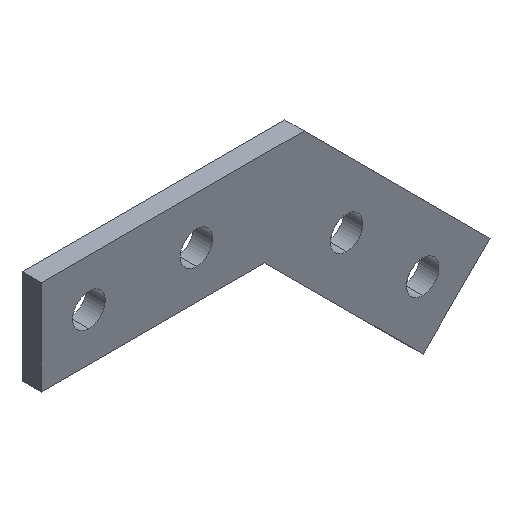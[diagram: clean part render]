
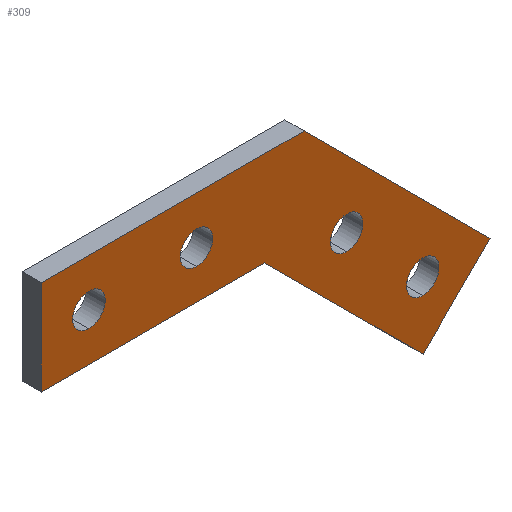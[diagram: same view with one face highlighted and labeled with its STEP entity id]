
A CAD part, isometric view. The second image highlights one B-rep face of the part: STEP entity #309.
In plain terms, the highlighted planar face has unit normal (0, -1, 0).
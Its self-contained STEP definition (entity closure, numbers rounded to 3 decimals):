
#8 = EDGE_CURVE ( 'NONE', #383, #595, #485, .T. ) ;
#30 = EDGE_CURVE ( 'NONE', #338, #342, #483, .T. ) ;
#41 = AXIS2_PLACEMENT_3D ( 'NONE', #229, #225, #213 ) ;
#43 = AXIS2_PLACEMENT_3D ( 'NONE', #223, #222, #221 ) ;
#44 = AXIS2_PLACEMENT_3D ( 'NONE', #228, #227, #226 ) ;
#45 = AXIS2_PLACEMENT_3D ( 'NONE', #232, #231, #230 ) ;
#51 = AXIS2_PLACEMENT_3D ( 'NONE', #194, #192, #188 ) ;
#53 = AXIS2_PLACEMENT_3D ( 'NONE', #247, #245, #242 ) ;
#56 = AXIS2_PLACEMENT_3D ( 'NONE', #274, #272, #269 ) ;
#57 = AXIS2_PLACEMENT_3D ( 'NONE', #289, #294, #285 ) ;
#58 = AXIS2_PLACEMENT_3D ( 'NONE', #302, #298, #262 ) ;
#59 = EDGE_CURVE ( 'NONE', #334, #343, #482, .T. ) ;
#64 = EDGE_CURVE ( 'NONE', #595, #383, #476, .T. ) ;
#68 = EDGE_CURVE ( 'NONE', #342, #338, #470, .T. ) ;
#72 = EDGE_CURVE ( 'NONE', #333, #339, #464, .T. ) ;
#76 = EDGE_CURVE ( 'NONE', #339, #335, #453, .T. ) ;
#79 = EDGE_CURVE ( 'NONE', #335, #325, #447, .T. ) ;
#82 = EDGE_CURVE ( 'NONE', #325, #327, #441, .T. ) ;
#85 = EDGE_CURVE ( 'NONE', #327, #341, #435, .T. ) ;
#88 = EDGE_CURVE ( 'NONE', #341, #333, #429, .T. ) ;
#94 = EDGE_CURVE ( 'NONE', #345, #326, #420, .T. ) ;
#95 = EDGE_CURVE ( 'NONE', #326, #345, #431, .T. ) ;
#96 = EDGE_CURVE ( 'NONE', #343, #334, #418, .T. ) ;
#123 = CARTESIAN_POINT ( 'NONE',  ( 17.111, 0., -6.51 ) ) ;
#125 = CARTESIAN_POINT ( 'NONE',  ( 17.111, 0., 0.29 ) ) ;
#130 = CARTESIAN_POINT ( 'NONE',  ( -36.799, 0., 13.3 ) ) ;
#132 = CARTESIAN_POINT ( 'NONE',  ( -14.299, 0., 13.3 ) ) ;
#133 = CARTESIAN_POINT ( 'NONE',  ( 33.021, 0., -22.42 ) ) ;
#134 = CARTESIAN_POINT ( 'NONE',  ( 0., 0., 0. ) ) ;
#136 = CARTESIAN_POINT ( 'NONE',  ( -46.799, 0., 19.8 ) ) ;
#137 = CARTESIAN_POINT ( 'NONE',  ( 33.021, 0., -15.62 ) ) ;
#140 = CARTESIAN_POINT ( 'NONE',  ( 8.201, 0., 19.8 ) ) ;
#141 = CARTESIAN_POINT ( 'NONE',  ( -14.299, 0., 6.5 ) ) ;
#142 = CARTESIAN_POINT ( 'NONE',  ( -46.799, 0., 0. ) ) ;
#146 = CARTESIAN_POINT ( 'NONE',  ( 33.092, 0., -33.092 ) ) ;
#147 = CARTESIAN_POINT ( 'NONE',  ( -36.799, 0., 6.5 ) ) ;
#148 = CARTESIAN_POINT ( 'NONE',  ( 47.092, 0., -19.091 ) ) ;
#159 = DIRECTION ( 'NONE',  ( 0., 0., 1. ) ) ;
#174 = CARTESIAN_POINT ( 'NONE',  ( -46.799, 0., 19.8 ) ) ;
#188 = DIRECTION ( 'NONE',  ( 0., 0., 1. ) ) ;
#192 = DIRECTION ( 'NONE',  ( 0., 1., 0. ) ) ;
#194 = CARTESIAN_POINT ( 'NONE',  ( 33.021, 0., -19.02 ) ) ;
#213 = DIRECTION ( 'NONE',  ( 0., 0., -1. ) ) ;
#217 = PLANE ( 'NONE',  #41 ) ;
#221 = DIRECTION ( 'NONE',  ( 0., 0., 1. ) ) ;
#222 = DIRECTION ( 'NONE',  ( 0., 1., 0. ) ) ;
#223 = CARTESIAN_POINT ( 'NONE',  ( -14.299, 0., 9.9 ) ) ;
#225 = DIRECTION ( 'NONE',  ( 0., -1., 0. ) ) ;
#226 = DIRECTION ( 'NONE',  ( 0., 0., 1. ) ) ;
#227 = DIRECTION ( 'NONE',  ( 0., 1., 0. ) ) ;
#228 = CARTESIAN_POINT ( 'NONE',  ( -36.799, 0., 9.9 ) ) ;
#229 = CARTESIAN_POINT ( 'NONE',  ( 0., 0., 0. ) ) ;
#230 = DIRECTION ( 'NONE',  ( 0., 0., 1. ) ) ;
#231 = DIRECTION ( 'NONE',  ( 0., 1., 0. ) ) ;
#232 = CARTESIAN_POINT ( 'NONE',  ( -36.799, 0., 9.9 ) ) ;
#242 = DIRECTION ( 'NONE',  ( 0., 0., 1. ) ) ;
#245 = DIRECTION ( 'NONE',  ( 0., 1., 0. ) ) ;
#247 = CARTESIAN_POINT ( 'NONE',  ( 17.111, 0., -3.11 ) ) ;
#259 = DIRECTION ( 'NONE',  ( -1., 0., 0. ) ) ;
#260 = CARTESIAN_POINT ( 'NONE',  ( -46.799, 0., 0. ) ) ;
#262 = DIRECTION ( 'NONE',  ( 0., 0., 1. ) ) ;
#269 = DIRECTION ( 'NONE',  ( 0., 0., 1. ) ) ;
#271 = DIRECTION ( 'NONE',  ( -0.707, 0., 0.707 ) ) ;
#272 = DIRECTION ( 'NONE',  ( 0., 1., 0. ) ) ;
#273 = CARTESIAN_POINT ( 'NONE',  ( 0., 0., 0. ) ) ;
#274 = CARTESIAN_POINT ( 'NONE',  ( -14.299, 0., 9.9 ) ) ;
#278 = DIRECTION ( 'NONE',  ( -0.707, 0., -0.707 ) ) ;
#279 = CARTESIAN_POINT ( 'NONE',  ( 33.092, 0., -33.092 ) ) ;
#285 = DIRECTION ( 'NONE',  ( 0., 0., 1. ) ) ;
#288 = DIRECTION ( 'NONE',  ( 0.707, 0., -0.707 ) ) ;
#289 = CARTESIAN_POINT ( 'NONE',  ( 33.021, 0., -19.02 ) ) ;
#291 = CARTESIAN_POINT ( 'NONE',  ( 47.092, 0., -19.091 ) ) ;
#294 = DIRECTION ( 'NONE',  ( 0., 1., 0. ) ) ;
#298 = DIRECTION ( 'NONE',  ( 0., 1., 0. ) ) ;
#299 = DIRECTION ( 'NONE',  ( 1., 0., 0. ) ) ;
#300 = CARTESIAN_POINT ( 'NONE',  ( 8.201, 0., 19.8 ) ) ;
#302 = CARTESIAN_POINT ( 'NONE',  ( 17.111, 0., -3.11 ) ) ;
#309 = ADVANCED_FACE ( 'NONE', ( #413, #409, #412, #410, #411 ), #217, .T. ) ;
#325 = VERTEX_POINT ( 'NONE', #148 ) ;
#326 = VERTEX_POINT ( 'NONE', #147 ) ;
#327 = VERTEX_POINT ( 'NONE', #146 ) ;
#333 = VERTEX_POINT ( 'NONE', #142 ) ;
#334 = VERTEX_POINT ( 'NONE', #141 ) ;
#335 = VERTEX_POINT ( 'NONE', #140 ) ;
#338 = VERTEX_POINT ( 'NONE', #137 ) ;
#339 = VERTEX_POINT ( 'NONE', #136 ) ;
#341 = VERTEX_POINT ( 'NONE', #134 ) ;
#342 = VERTEX_POINT ( 'NONE', #133 ) ;
#343 = VERTEX_POINT ( 'NONE', #132 ) ;
#345 = VERTEX_POINT ( 'NONE', #130 ) ;
#383 = VERTEX_POINT ( 'NONE', #125 ) ;
#409 = FACE_BOUND ( 'NONE', #563, .T. ) ;
#410 = FACE_BOUND ( 'NONE', #562, .T. ) ;
#411 = FACE_OUTER_BOUND ( 'NONE', #565, .T. ) ;
#412 = FACE_BOUND ( 'NONE', #564, .T. ) ;
#413 = FACE_BOUND ( 'NONE', #554, .T. ) ;
#418 = CIRCLE ( 'NONE', #43, 3.4 ) ;
#420 = CIRCLE ( 'NONE', #45, 3.4 ) ;
#426 = VECTOR ( 'NONE', #259, 1000. ) ;
#429 = LINE ( 'NONE', #260, #426 ) ;
#431 = CIRCLE ( 'NONE', #44, 3.4 ) ;
#432 = VECTOR ( 'NONE', #271, 1000. ) ;
#435 = LINE ( 'NONE', #273, #432 ) ;
#438 = VECTOR ( 'NONE', #278, 1000. ) ;
#441 = LINE ( 'NONE', #279, #438 ) ;
#444 = VECTOR ( 'NONE', #288, 1000. ) ;
#447 = LINE ( 'NONE', #291, #444 ) ;
#450 = VECTOR ( 'NONE', #299, 1000. ) ;
#453 = LINE ( 'NONE', #300, #450 ) ;
#458 = VECTOR ( 'NONE', #159, 1000. ) ;
#464 = LINE ( 'NONE', #174, #458 ) ;
#470 = CIRCLE ( 'NONE', #51, 3.4 ) ;
#476 = CIRCLE ( 'NONE', #53, 3.4 ) ;
#482 = CIRCLE ( 'NONE', #56, 3.4 ) ;
#483 = CIRCLE ( 'NONE', #57, 3.4 ) ;
#485 = CIRCLE ( 'NONE', #58, 3.4 ) ;
#503 = ORIENTED_EDGE ( 'NONE', *, *, #94, .T. ) ;
#504 = ORIENTED_EDGE ( 'NONE', *, *, #95, .T. ) ;
#505 = ORIENTED_EDGE ( 'NONE', *, *, #96, .T. ) ;
#506 = ORIENTED_EDGE ( 'NONE', *, *, #59, .T. ) ;
#507 = ORIENTED_EDGE ( 'NONE', *, *, #8, .T. ) ;
#508 = ORIENTED_EDGE ( 'NONE', *, *, #64, .T. ) ;
#509 = ORIENTED_EDGE ( 'NONE', *, *, #30, .T. ) ;
#510 = ORIENTED_EDGE ( 'NONE', *, *, #68, .T. ) ;
#511 = ORIENTED_EDGE ( 'NONE', *, *, #72, .F. ) ;
#512 = ORIENTED_EDGE ( 'NONE', *, *, #88, .F. ) ;
#513 = ORIENTED_EDGE ( 'NONE', *, *, #85, .F. ) ;
#514 = ORIENTED_EDGE ( 'NONE', *, *, #82, .F. ) ;
#515 = ORIENTED_EDGE ( 'NONE', *, *, #79, .F. ) ;
#516 = ORIENTED_EDGE ( 'NONE', *, *, #76, .F. ) ;
#554 = EDGE_LOOP ( 'NONE', ( #503, #504 ) ) ;
#562 = EDGE_LOOP ( 'NONE', ( #509, #510 ) ) ;
#563 = EDGE_LOOP ( 'NONE', ( #505, #506 ) ) ;
#564 = EDGE_LOOP ( 'NONE', ( #507, #508 ) ) ;
#565 = EDGE_LOOP ( 'NONE', ( #511, #512, #513, #514, #515, #516 ) ) ;
#595 = VERTEX_POINT ( 'NONE', #123 ) ;
